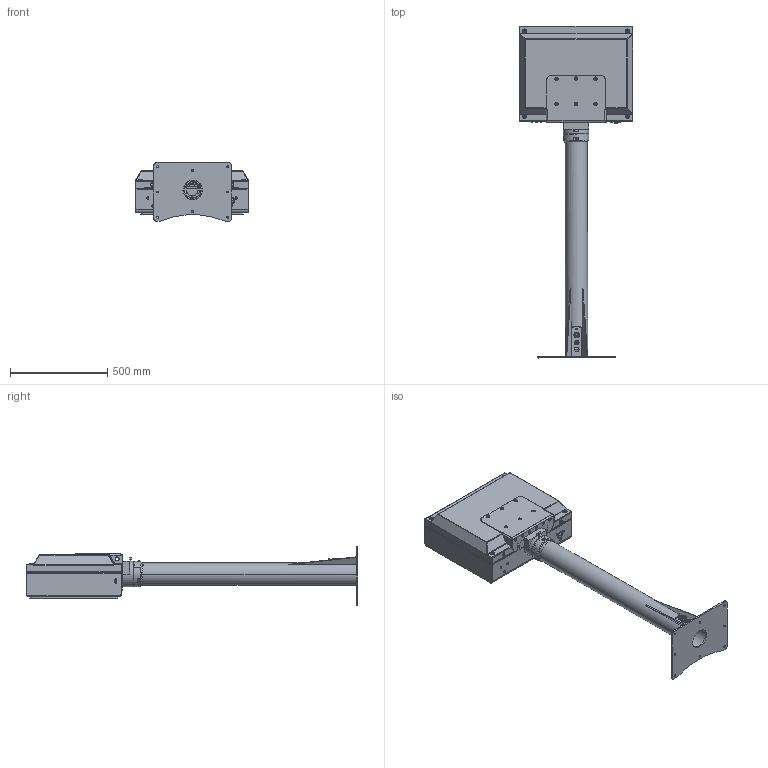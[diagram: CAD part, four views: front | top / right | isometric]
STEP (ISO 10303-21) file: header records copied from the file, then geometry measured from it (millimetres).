
FILE_DESCRIPTION((''),'2;1');
FILE_NAME('CAD-8175_B0M3_SW0001','2022-03-22T08:55:15',('creinig-se'),(''),'CREO PARAMETRIC BY PTC INC, 2019292','CREO PARAMETRIC BY PTC INC, 2019292','');
FILE_SCHEMA(('CONFIG_CONTROL_DESIGN','SHAPE_APPEARANCE_LAYERS_GROUPS'));
Products named in the file (1): CAD-8175_B0M3_SW0001
Bounding box: 582 x 1703.61 x 300 mm (x, y, z)
Volume: 6516000.7 mm3; surface area: 3672756.1 mm2
Topology: 10 solids, 10 shells, 2569 faces, 6650 edges, 4297 vertices
Faces by surface type: plane 1288, cylinder 877, cone 269, torus 65, bspline 60, sphere 10
Entity records: 114130 total; most frequent: CARTESIAN_POINT 32500, ORIENTED_EDGE 13272, DIRECTION 13225, EDGE_CURVE 6636, AXIS2_PLACEMENT_3D 4873, VERTEX_POINT 4297, VECTOR 3479, LINE 3479
